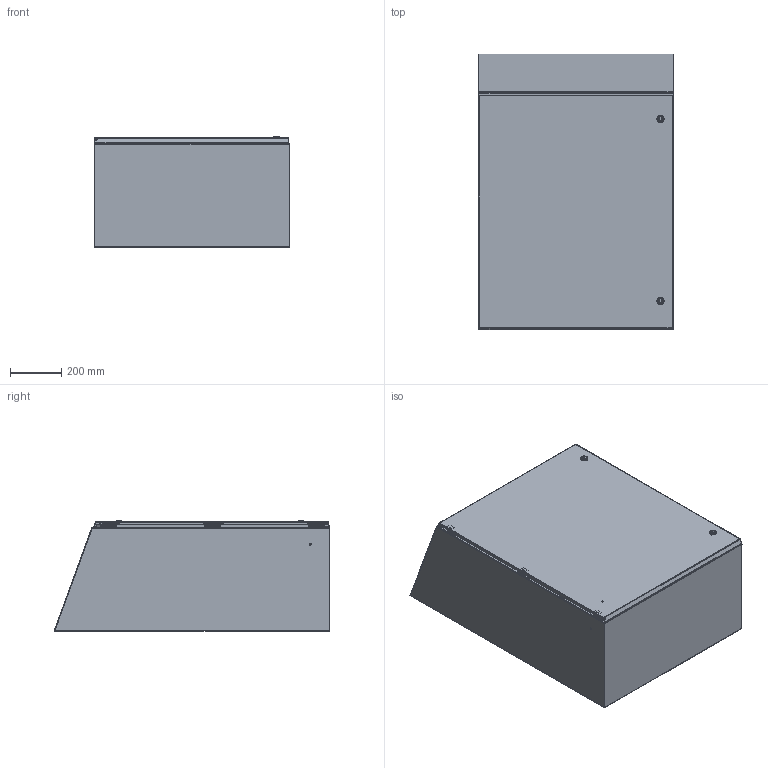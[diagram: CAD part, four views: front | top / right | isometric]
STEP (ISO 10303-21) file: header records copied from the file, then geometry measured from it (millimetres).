
FILE_DESCRIPTION(/* description */ ('N412,SD,ULTIMATE,SLOPE TOP, BACK-LEFT-RIGHT, 36X30X16'),/* implementation_level */ '2;1');
FILE_NAME(/* name */ 'N412363016.stp',/* time_stamp */ '2016-04-07T13:04:26-05:00',/* author */ ('dnichola'),/* organization */ (''),/* preprocessor_version */ 'ST-DEVELOPER v16.1',/* originating_system */ 'Autodesk Inventor 2016',/* authorisation */ '');
FILE_SCHEMA (('AUTOMOTIVE_DESIGN { 1 0 10303 214 3 1 1 }'));
Length unit declared in the file: inch
Products named in the file (23): N412363016CSSSTBLR; HFW3161; 17376 PIN; 17380 SCREW; 17723 BOX LEAF; 17723-UTI BRACKET; 17910 SEALING WASHER; HFW328176; HFW328175; 388151; N4123016CSSSTTOP; 38846; N4123630CSSSTLID; 1000-14_prt; 1000-24_prt; 1000-318; 1000-03; 1000-277-01; 1000-u142_asm; N4123016CSSSTBTM; 1000-u155_asm; 35124; N412_CSSST-assm3pcblr
Assembly tree (38 placements, depth 4):
  N412_CSSST-assm3pcblr
    N412363016CSSSTBLR
    HFW3161  x3
    HFW328176  x3
      17376 PIN
      17380 SCREW
      17723 BOX LEAF
      17723-UTI BRACKET
      17910 SEALING WASHER
    HFW328175  x3
    388151  x6
    N4123016CSSSTTOP
    38846  x2
    N4123630CSSSTLID
    35124  x2
      1000-u155_asm
      1000-14_prt
      1000-24_prt
      1000-u142_asm
        1000-318
        1000-03
        1000-277-01
    17376 PIN
    N4123016CSSSTBTM
Bounding box: 762 x 1076.41 x 432.92 mm (x, y, z)
Volume: 5918690.2 mm3; surface area: 6343503.7 mm2
Topology: 52 solids, 60 shells, 2351 faces, 5752 edges, 3531 vertices
Faces by surface type: plane 907, cylinder 864, cone 292, bspline 211, torus 69, sphere 8
Full cylindrical faces by diameter (mm): 2.362 x6, 3.175 x4, 3.317 x102, 3.861 x6, 3.962 x4, 4.166 x102, 4.25 x6, 4.366 x6, 4.572 x8, 4.762 x6, 5 x2, 6 x2, 6.35 x14, 6.502 x6, 6.985 x6, 7.62 x6, 8.128 x6, 8.56 x2, 9.144 x6, 9.9 x2, 10 x4, 10.2 x2, 11.05 x2, 11.112 x4, 12.8 x2, 13.5 x2, 14.3 x6, 15.2 x2, 15.8 x2, 16.1 x4
Entity records: 35928 total; most frequent: CARTESIAN_POINT 12988, DIRECTION 4449, ORIENTED_EDGE 4354, EDGE_CURVE 2178, AXIS2_PLACEMENT_3D 1594, VERTEX_POINT 1418, LINE 1261, VECTOR 1261
